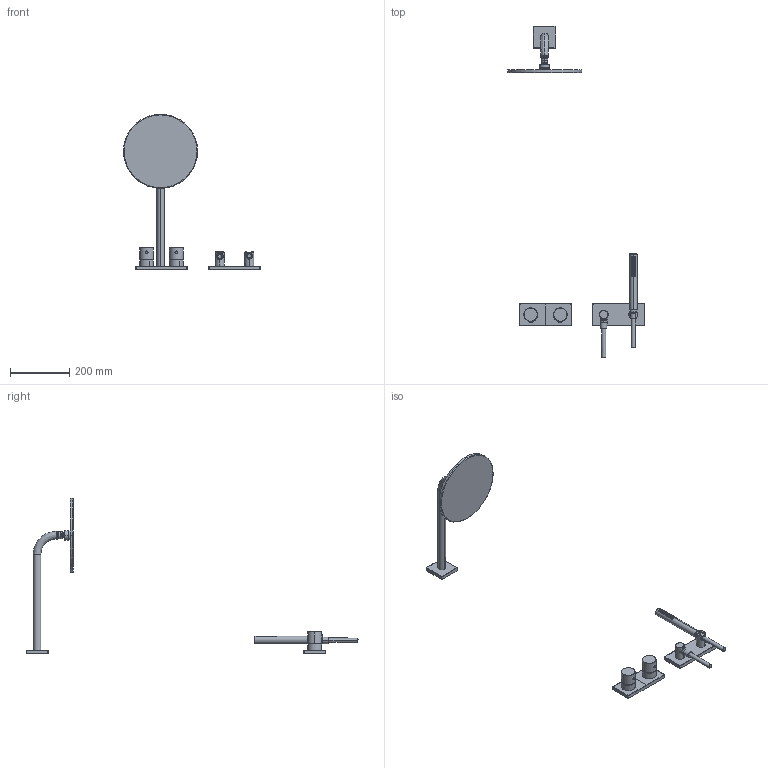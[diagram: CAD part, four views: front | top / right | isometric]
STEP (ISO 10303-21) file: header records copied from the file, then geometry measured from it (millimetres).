
FILE_DESCRIPTION (( 'STEP AP203' ), '1' );
FILE_NAME ('44870080.STEP', '2019-04-04T10:50:15', ( '' ), ( '' ), 'SwSTEP 2.0', 'SolidWorks 2016', '' );
FILE_SCHEMA (( 'CONFIG_CONTROL_DESIGN' ));
Length unit declared in the file: millimetre
Products named in the file (1): 44870080
Bounding box: 462.24 x 1120.52 x 525 mm (x, y, z)
Volume: 1587639.5 mm3; surface area: 306558.7 mm2
Topology: 18 solids, 18 shells, 300 faces, 632 edges, 441 vertices
Faces by surface type: cylinder 132, plane 73, bspline 60, torus 20, cone 15
Entity records: 14852 total; most frequent: CARTESIAN_POINT 8834, ORIENTED_EDGE 1264, DIRECTION 1030, EDGE_CURVE 632, VERTEX_POINT 441, AXIS2_PLACEMENT_3D 438, EDGE_LOOP 373, FACE_OUTER_BOUND 300
